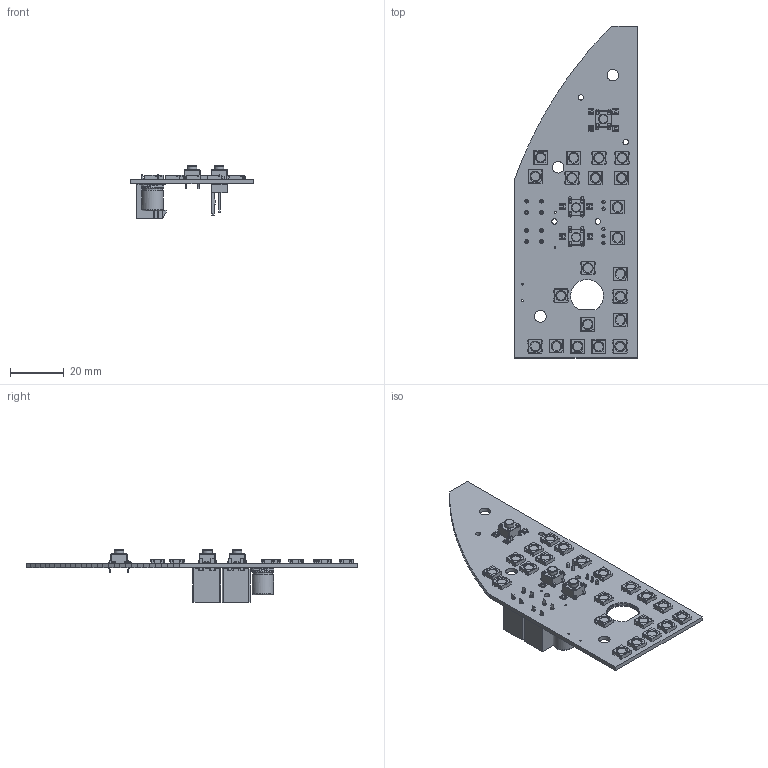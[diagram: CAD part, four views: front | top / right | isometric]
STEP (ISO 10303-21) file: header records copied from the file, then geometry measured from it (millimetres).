
FILE_DESCRIPTION(('KiCad electronic assembly'),'2;1');
FILE_NAME('MASTER ARM PANEL.step','2023-05-29T05:37:20',('Pcbnew'),( 'Kicad'),'Open CASCADE STEP processor 7.6','KiCad to STEP converter' ,'Unknown');
FILE_SCHEMA(('AUTOMOTIVE_DESIGN { 1 0 10303 214 1 1 1 1 }'));
Length unit declared in the file: millimetre
Products named in the file (16): MASTER ARM PANEL 1; LED_WS2812B_PLCC4_5.0x5.0mm_P3.2mm; SOLID; WS2812-2020; COMPOUND; B3F-1026; CP_Elec_8x10; Molex_Mini-Fit_Jr_5566-04A_2x02_P4.20mm_Vertical; Molex_KK-254_AE-6410-02A_1x02_P2.54mm_Vertical; Molex_KK-254_AE-6410-03A_1x03_P2.54mm_Vertical; MASTER ARM PANEL PCB
Assembly tree (45 placements, depth 3):
  MASTER ARM PANEL 1
    LED_WS2812B_PLCC4_5.0x5.0mm_P3.2mm  x21
      SOLID
    WS2812-2020  x8
      COMPOUND
    B3F-1026  x3
      COMPOUND
    CP_Elec_8x10
      SOLID
    Molex_Mini-Fit_Jr_5566-04A_2x02_P4.20mm_Vertical  x2
      SOLID
    Molex_KK-254_AE-6410-02A_1x02_P2.54mm_Vertical
      SOLID
    Molex_KK-254_AE-6410-03A_1x03_P2.54mm_Vertical
      SOLID
    MASTER ARM PANEL PCB
Bounding box: 45.72 x 123.51 x 19.68 mm (x, y, z)
Volume: 10656.3 mm3; surface area: 16911.3 mm2
Topology: 97 solids, 97 shells, 3055 faces, 8372 edges, 5518 vertices
Faces by surface type: plane 2257, cylinder 603, bspline 142, cone 33, torus 19, revolution 1
Full cylindrical faces by diameter (mm): 0.412 x3, 0.508 x3, 0.7 x4, 1.1 x12, 1.19 x5, 1.2 x12, 1.4 x8, 2 x4, 3.333 x21, 3.5 x9, 4.3 x3, 8 x2
Entity records: 54010 total; most frequent: CARTESIAN_POINT 10864, DIRECTION 7433, LINE 5401, VECTOR 5401, ORIENTED_EDGE 4028, PCURVE 4028, DEFINITIONAL_REPRESENTATION 4028, EDGE_CURVE 2014
